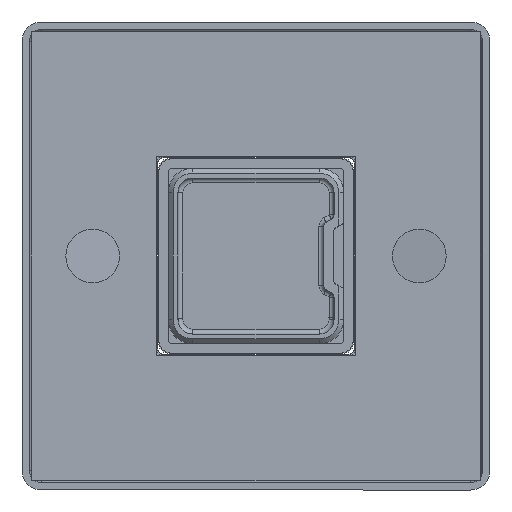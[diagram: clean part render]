
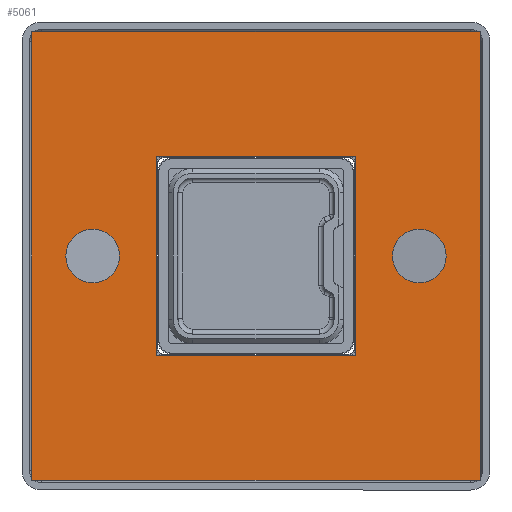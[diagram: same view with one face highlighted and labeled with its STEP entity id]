
A CAD part, front view. The second image highlights one B-rep face of the part: STEP entity #5061.
In plain terms, the highlighted planar face has unit normal (0, -1, 0).
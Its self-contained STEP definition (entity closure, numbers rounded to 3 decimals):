
#83 = CARTESIAN_POINT ( 'NONE',  ( -46., 0., 46. ) ) ;
#91 = DIRECTION ( 'NONE',  ( 1., 0., 0. ) ) ;
#276 = EDGE_LOOP ( 'NONE', ( #330, #3090 ) ) ;
#330 = ORIENTED_EDGE ( 'NONE', *, *, #5917, .T. ) ;
#394 = VECTOR ( 'NONE', #5439, 1000. ) ;
#429 = LINE ( 'NONE', #83, #7017 ) ;
#452 = CARTESIAN_POINT ( 'NONE',  ( -33.5, 0., 0. ) ) ;
#465 = AXIS2_PLACEMENT_3D ( 'NONE', #3581, #7909, #7307 ) ;
#518 = VERTEX_POINT ( 'NONE', #6487 ) ;
#602 = VECTOR ( 'NONE', #2160, 1000. ) ;
#676 = CARTESIAN_POINT ( 'NONE',  ( -20.45, 0., 20.45 ) ) ;
#849 = DIRECTION ( 'NONE',  ( 0., -1., 0. ) ) ;
#876 = CARTESIAN_POINT ( 'NONE',  ( -33.5, 0., -5.5 ) ) ;
#1000 = CIRCLE ( 'NONE', #3519, 5.5 ) ;
#1064 = VECTOR ( 'NONE', #5388, 1000. ) ;
#1241 = DIRECTION ( 'NONE',  ( 0., 0., 1. ) ) ;
#1328 = EDGE_CURVE ( 'NONE', #8028, #2576, #6083, .T. ) ;
#1381 = DIRECTION ( 'NONE',  ( 0., 0., -1. ) ) ;
#1386 = EDGE_LOOP ( 'NONE', ( #4933, #2383, #4062, #5484 ) ) ;
#1463 = VERTEX_POINT ( 'NONE', #2414 ) ;
#1472 = EDGE_LOOP ( 'NONE', ( #3276, #7610 ) ) ;
#1539 = DIRECTION ( 'NONE',  ( 0., 1., 0. ) ) ;
#1555 = AXIS2_PLACEMENT_3D ( 'NONE', #7440, #6190, #7381 ) ;
#1731 = LINE ( 'NONE', #676, #2717 ) ;
#1848 = EDGE_CURVE ( 'NONE', #2574, #3652, #1000, .T. ) ;
#2160 = DIRECTION ( 'NONE',  ( 0., 0., -1. ) ) ;
#2212 = CARTESIAN_POINT ( 'NONE',  ( -33.5, 0., 0. ) ) ;
#2288 = ORIENTED_EDGE ( 'NONE', *, *, #3412, .T. ) ;
#2383 = ORIENTED_EDGE ( 'NONE', *, *, #6879, .F. ) ;
#2414 = CARTESIAN_POINT ( 'NONE',  ( 46., 0., -46. ) ) ;
#2553 = ORIENTED_EDGE ( 'NONE', *, *, #5149, .T. ) ;
#2574 = VERTEX_POINT ( 'NONE', #876 ) ;
#2576 = VERTEX_POINT ( 'NONE', #2788 ) ;
#2623 = EDGE_CURVE ( 'NONE', #3652, #2574, #4515, .T. ) ;
#2717 = VECTOR ( 'NONE', #91, 1000. ) ;
#2788 = CARTESIAN_POINT ( 'NONE',  ( 33.5, 0., -5.5 ) ) ;
#2833 = CIRCLE ( 'NONE', #465, 5.5 ) ;
#2852 = VERTEX_POINT ( 'NONE', #7761 ) ;
#2901 = ORIENTED_EDGE ( 'NONE', *, *, #6703, .T. ) ;
#3090 = ORIENTED_EDGE ( 'NONE', *, *, #1328, .T. ) ;
#3258 = PLANE ( 'NONE',  #3938 ) ;
#3276 = ORIENTED_EDGE ( 'NONE', *, *, #1848, .T. ) ;
#3412 = EDGE_CURVE ( 'NONE', #7646, #518, #5683, .T. ) ;
#3489 = CARTESIAN_POINT ( 'NONE',  ( 46., 0., 46. ) ) ;
#3519 = AXIS2_PLACEMENT_3D ( 'NONE', #2212, #1539, #6566 ) ;
#3522 = EDGE_CURVE ( 'NONE', #2852, #4333, #429, .T. ) ;
#3581 = CARTESIAN_POINT ( 'NONE',  ( 33.5, 0., 0. ) ) ;
#3614 = FACE_OUTER_BOUND ( 'NONE', #1386, .T. ) ;
#3652 = VERTEX_POINT ( 'NONE', #5830 ) ;
#3758 = ORIENTED_EDGE ( 'NONE', *, *, #7153, .T. ) ;
#3880 = CARTESIAN_POINT ( 'NONE',  ( -46., 0., 46. ) ) ;
#3938 = AXIS2_PLACEMENT_3D ( 'NONE', #6326, #849, #1381 ) ;
#3969 = VECTOR ( 'NONE', #4488, 1000. ) ;
#3988 = CARTESIAN_POINT ( 'NONE',  ( -20.45, 0., 20.45 ) ) ;
#4019 = VERTEX_POINT ( 'NONE', #4663 ) ;
#4062 = ORIENTED_EDGE ( 'NONE', *, *, #3522, .F. ) ;
#4109 = VECTOR ( 'NONE', #5852, 1000. ) ;
#4191 = FACE_BOUND ( 'NONE', #276, .T. ) ;
#4333 = VERTEX_POINT ( 'NONE', #5557 ) ;
#4387 = VERTEX_POINT ( 'NONE', #3988 ) ;
#4488 = DIRECTION ( 'NONE',  ( 1., 0., 0. ) ) ;
#4515 = CIRCLE ( 'NONE', #5449, 5.5 ) ;
#4546 = CARTESIAN_POINT ( 'NONE',  ( 20.45, 0., 20.45 ) ) ;
#4642 = EDGE_CURVE ( 'NONE', #7855, #1463, #7410, .T. ) ;
#4663 = CARTESIAN_POINT ( 'NONE',  ( -20.45, 0., -20.45 ) ) ;
#4679 = EDGE_CURVE ( 'NONE', #1463, #2852, #5376, .T. ) ;
#4779 = DIRECTION ( 'NONE',  ( 0., 1., 0. ) ) ;
#4933 = ORIENTED_EDGE ( 'NONE', *, *, #4642, .F. ) ;
#4962 = CARTESIAN_POINT ( 'NONE',  ( 33.5, 0., 5.5 ) ) ;
#5061 = ADVANCED_FACE ( 'NONE', ( #7492, #3614, #6138, #4191 ), #3258, .T. ) ;
#5149 = EDGE_CURVE ( 'NONE', #4019, #4387, #6905, .T. ) ;
#5172 = CARTESIAN_POINT ( 'NONE',  ( 20.45, 0., 20.45 ) ) ;
#5176 = VECTOR ( 'NONE', #7675, 1000. ) ;
#5314 = EDGE_LOOP ( 'NONE', ( #2901, #2288, #3758, #2553 ) ) ;
#5376 = LINE ( 'NONE', #5464, #1064 ) ;
#5388 = DIRECTION ( 'NONE',  ( -1., 0., 0. ) ) ;
#5439 = DIRECTION ( 'NONE',  ( -1., 0., 0. ) ) ;
#5449 = AXIS2_PLACEMENT_3D ( 'NONE', #452, #4779, #7883 ) ;
#5464 = CARTESIAN_POINT ( 'NONE',  ( -46., 0., -46. ) ) ;
#5484 = ORIENTED_EDGE ( 'NONE', *, *, #4679, .F. ) ;
#5557 = CARTESIAN_POINT ( 'NONE',  ( -46., 0., 46. ) ) ;
#5683 = LINE ( 'NONE', #4546, #4109 ) ;
#5830 = CARTESIAN_POINT ( 'NONE',  ( -33.5, 0., 5.5 ) ) ;
#5852 = DIRECTION ( 'NONE',  ( 0., 0., -1. ) ) ;
#5917 = EDGE_CURVE ( 'NONE', #2576, #8028, #2833, .T. ) ;
#6083 = CIRCLE ( 'NONE', #1555, 5.5 ) ;
#6113 = LINE ( 'NONE', #7271, #394 ) ;
#6138 = FACE_BOUND ( 'NONE', #5314, .T. ) ;
#6190 = DIRECTION ( 'NONE',  ( 0., 1., 0. ) ) ;
#6326 = CARTESIAN_POINT ( 'NONE',  ( 0., 0., 0. ) ) ;
#6487 = CARTESIAN_POINT ( 'NONE',  ( 20.45, 0., -20.45 ) ) ;
#6566 = DIRECTION ( 'NONE',  ( 0., 0., 1. ) ) ;
#6703 = EDGE_CURVE ( 'NONE', #4387, #7646, #1731, .T. ) ;
#6879 = EDGE_CURVE ( 'NONE', #4333, #7855, #7275, .T. ) ;
#6905 = LINE ( 'NONE', #6993, #5176 ) ;
#6993 = CARTESIAN_POINT ( 'NONE',  ( -20.45, 0., 20.45 ) ) ;
#7017 = VECTOR ( 'NONE', #1241, 1000. ) ;
#7100 = CARTESIAN_POINT ( 'NONE',  ( 46., 0., 46. ) ) ;
#7153 = EDGE_CURVE ( 'NONE', #518, #4019, #6113, .T. ) ;
#7271 = CARTESIAN_POINT ( 'NONE',  ( -20.45, 0., -20.45 ) ) ;
#7275 = LINE ( 'NONE', #3880, #3969 ) ;
#7307 = DIRECTION ( 'NONE',  ( 0., 0., 1. ) ) ;
#7381 = DIRECTION ( 'NONE',  ( 0., 0., 1. ) ) ;
#7410 = LINE ( 'NONE', #7100, #602 ) ;
#7440 = CARTESIAN_POINT ( 'NONE',  ( 33.5, 0., 0. ) ) ;
#7492 = FACE_BOUND ( 'NONE', #1472, .T. ) ;
#7610 = ORIENTED_EDGE ( 'NONE', *, *, #2623, .T. ) ;
#7646 = VERTEX_POINT ( 'NONE', #5172 ) ;
#7675 = DIRECTION ( 'NONE',  ( 0., 0., 1. ) ) ;
#7761 = CARTESIAN_POINT ( 'NONE',  ( -46., 0., -46. ) ) ;
#7855 = VERTEX_POINT ( 'NONE', #3489 ) ;
#7883 = DIRECTION ( 'NONE',  ( 0., 0., 1. ) ) ;
#7909 = DIRECTION ( 'NONE',  ( 0., 1., 0. ) ) ;
#8028 = VERTEX_POINT ( 'NONE', #4962 ) ;
